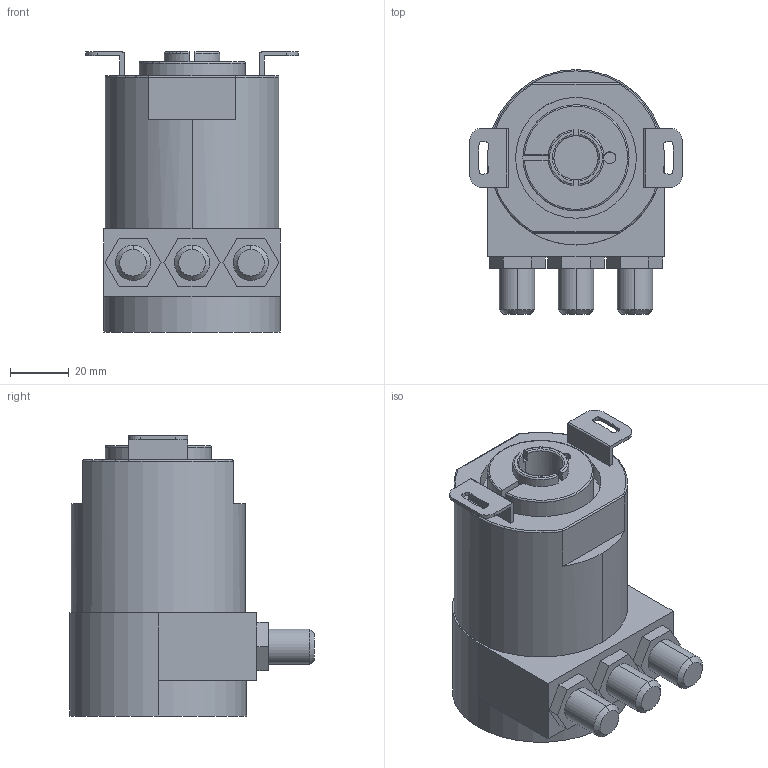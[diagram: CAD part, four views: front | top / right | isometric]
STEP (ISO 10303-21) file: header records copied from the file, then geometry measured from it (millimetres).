
FILE_DESCRIPTION((''),'2;1');
FILE_NAME('ESS58_D201592C','2006-10-19T',('Pepperl+Fuchs'),('IndustrieHansa'),'PRO/ENGINEER BY PARAMETRIC TECHNOLOGY CORPORATION, 2006200','PRO/ENGINEER BY PARAMETRIC TECHNOLOGY CORPORATION, 2006200','');
FILE_SCHEMA(('AUTOMOTIVE_DESIGN_CC2 { 1 2 10303 214 -1 1 5 2 }'));
Length unit declared in the file: millimetre
Products named in the file (1): ESS58_D201592C
Bounding box: 72 x 83 x 95 mm (x, y, z)
Volume: 260204.3 mm3; surface area: 32442.9 mm2
Topology: 1 solids, 1 shells, 120 faces, 315 edges, 216 vertices
Faces by surface type: plane 68, cylinder 39, torus 7, cone 6
Entity records: 4906 total; most frequent: CARTESIAN_POINT 704, DIRECTION 642, ORIENTED_EDGE 614, PRESENTATION_STYLE_ASSIGNMENT 333, STYLED_ITEM 318, CURVE_STYLE 316, EDGE_CURVE 307, AXIS2_PLACEMENT_3D 220
